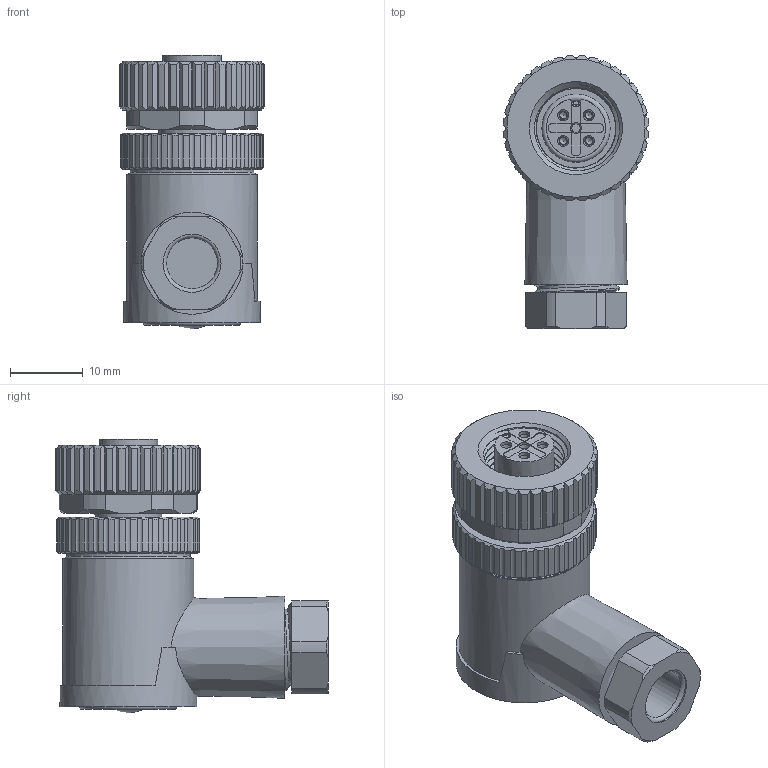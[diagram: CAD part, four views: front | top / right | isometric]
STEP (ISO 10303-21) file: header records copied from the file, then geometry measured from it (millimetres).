
FILE_DESCRIPTION(/* description */ (''),/* implementation_level */ '2;1');
FILE_NAME(/* name */ 'LSBO12.4-0-C-BU_stp_stp.stp',/* time_stamp */ '2023-11-20T17:09:51+08:00',/* author */ (''),/* organization */ (''),/* preprocessor_version */ 'ST-DEVELOPER v16',/* originating_system */ 'SIEMENS PLM Software NX 10.0',/* authorisation */ '');
FILE_SCHEMA (('AP203_CONFIGURATION_CONTROLLED_3D_DESIGN_OF_MECHANICAL_PARTS_AND_ASSEMBLIES_MIM_LF { 1 0 10303 403 2 1 2}'));
Length unit declared in the file: millimetre
Products named in the file (1): chan545C870Aed8y
Bounding box: 19.98 x 37.49 x 37.6 mm (x, y, z)
Volume: 12401.1 mm3; surface area: 7342.2 mm2
Topology: 10 solids, 10 shells, 504 faces, 1346 edges, 890 vertices
Faces by surface type: cylinder 231, plane 193, bspline 38, cone 36, torus 5, sphere 1
Full cylindrical faces by diameter (mm): 0.5 x4, 1.2 x6, 1.5 x5, 1.6 x12, 1.67 x4, 1.8 x8, 2.2 x4, 2.3 x4, 7 x1, 8 x2, 9.5 x1, 10.9 x1, 12.1 x1, 17 x1, 18 x1, 18.8 x1
Entity records: 20975 total; most frequent: CARTESIAN_POINT 9216, ORIENTED_EDGE 2418, DIRECTION 2139, EDGE_CURVE 1209, AXIS2_PLACEMENT_3D 887, VERTEX_POINT 848, EDGE_LOOP 638, ADVANCED_FACE 504
